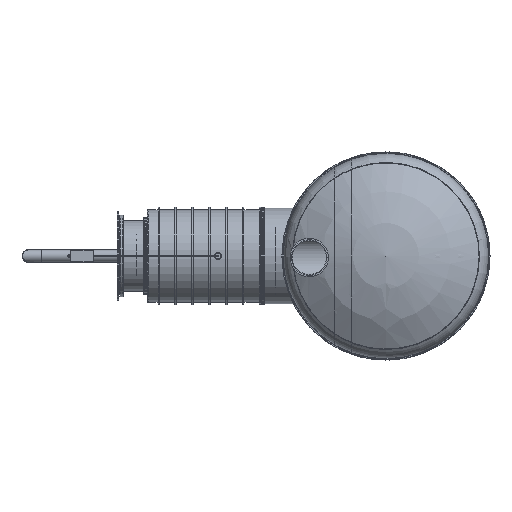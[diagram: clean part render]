
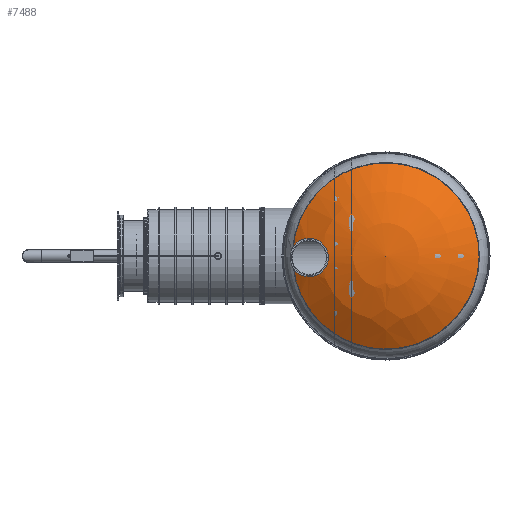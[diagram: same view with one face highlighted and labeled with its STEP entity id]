
A CAD part, left-side view. The second image highlights one B-rep face of the part: STEP entity #7488.
In plain terms, the highlighted spherical face has radius 1446 mm.
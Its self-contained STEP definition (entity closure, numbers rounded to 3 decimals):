
#69=SPHERICAL_SURFACE('',#8670,1446.);
#1592=B_SPLINE_CURVE_WITH_KNOTS('',3,(#12533,#12534,#12535,#12536,#12537,
#12538,#12539,#12540,#12541,#12542,#12543,#12544,#12545,#12546,#12547,#12548,
#12549,#12550,#12551,#12552,#12553,#12554,#12555,#12556,#12557,#12558,#12559,
#12560,#12561,#12562,#12563,#12564,#12565,#12566,#12567,#12568,#12569,#12570,
#12571,#12572,#12573,#12574,#12575,#12576,#12577,#12578,#12579,#12580,#12581,
#12582,#12583,#12584,#12585,#12586,#12587,#12588,#12589,#12590,#12591,#12592,
#12593,#12594,#12595,#12596,#12597,#12598,#12599,#12600,#12601,#12602,#12603,
#12604,#12605,#12606,#12607,#12608),.UNSPECIFIED.,.F.,.F.,(4,1,1,1,1,1,
1,1,1,1,1,1,1,1,1,1,1,1,1,1,1,1,1,1,1,1,1,1,1,1,1,1,1,1,1,1,1,1,1,1,1,1,
1,1,1,1,1,1,1,1,1,1,1,1,1,1,1,1,1,1,1,1,1,1,1,1,1,1,1,1,1,1,1,4),(0.,
0.015,0.03,0.044,0.059,
0.074,0.089,0.103,0.111,
0.118,0.133,0.148,0.162,0.17,
0.177,0.192,0.207,0.222,
0.236,0.251,0.266,0.281,
0.295,0.303,0.31,0.325,
0.34,0.355,0.369,0.384,0.399,
0.414,0.428,0.443,0.458,
0.465,0.473,0.48,0.487,
0.502,0.517,0.524,0.532,
0.547,0.561,0.576,0.591,
0.606,0.613,0.62,0.635,
0.65,0.665,0.679,0.694,
0.709,0.724,0.731,0.739,
0.753,0.768,0.783,0.798,
0.812,0.827,0.842,0.857,0.864,
0.872,0.886,0.901,0.916,
0.931,0.945),.UNSPECIFIED.);
#1702=ORIENTED_EDGE('',*,*,#3449,.F.);
#1703=ORIENTED_EDGE('',*,*,#3447,.F.);
#3447=EDGE_CURVE('',#4334,#4335,#5009,.T.);
#3449=EDGE_CURVE('',#4335,#4334,#1592,.T.);
#4334=VERTEX_POINT('',#12527);
#4335=VERTEX_POINT('',#12528);
#5009=CIRCLE('',#8668,830.353);
#5450=EDGE_LOOP('',(#1702,#1703));
#6386=FACE_BOUND('',#5450,.T.);
#7488=ADVANCED_FACE('',(#6386),#69,.T.);
#8668=AXIS2_PLACEMENT_3D('',#12529,#9781,#9782);
#8670=AXIS2_PLACEMENT_3D('',#12532,#9785,#9786);
#9781=DIRECTION('',(0.,0.,-1.));
#9782=DIRECTION('',(-1.,0.,0.));
#9785=DIRECTION('',(0.,0.,-1.));
#9786=DIRECTION('',(-1.,0.,0.));
#12527=CARTESIAN_POINT('',(35.718,829.585,-262.18));
#12528=CARTESIAN_POINT('',(-68.82,827.496,-262.18));
#12529=CARTESIAN_POINT('',(0.,0.,-262.18));
#12532=CARTESIAN_POINT('',(0.,0.,-1446.));
#12533=CARTESIAN_POINT('',(-68.82,827.496,-262.18));
#12534=CARTESIAN_POINT('',(-73.422,825.773,-261.243));
#12535=CARTESIAN_POINT('',(-82.337,821.945,-259.148));
#12536=CARTESIAN_POINT('',(-94.904,815.13,-255.393));
#12537=CARTESIAN_POINT('',(-106.684,807.301,-251.063));
#12538=CARTESIAN_POINT('',(-117.745,798.416,-246.142));
#12539=CARTESIAN_POINT('',(-127.735,788.805,-240.82));
#12540=CARTESIAN_POINT('',(-136.727,778.508,-235.124));
#12541=CARTESIAN_POINT('',(-143.411,769.37,-230.08));
#12542=CARTESIAN_POINT('',(-148.276,761.727,-225.869));
#12543=CARTESIAN_POINT('',(-152.757,753.972,-221.602));
#12544=CARTESIAN_POINT('',(-157.678,744.042,-216.151));
#12545=CARTESIAN_POINT('',(-162.526,731.772,-209.438));
#12546=CARTESIAN_POINT('',(-165.699,721.246,-203.7));
#12547=CARTESIAN_POINT('',(-167.708,712.655,-199.031));
#12548=CARTESIAN_POINT('',(-169.341,704.063,-194.37));
#12549=CARTESIAN_POINT('',(-170.702,693.281,-188.538));
#12550=CARTESIAN_POINT('',(-171.262,680.284,-181.535));
#12551=CARTESIAN_POINT('',(-170.75,667.237,-174.533));
#12552=CARTESIAN_POINT('',(-169.125,654.094,-167.506));
#12553=CARTESIAN_POINT('',(-166.427,641.239,-160.658));
#12554=CARTESIAN_POINT('',(-162.669,628.642,-153.972));
#12555=CARTESIAN_POINT('',(-157.84,616.317,-147.451));
#12556=CARTESIAN_POINT('',(-152.892,606.274,-142.154));
#12557=CARTESIAN_POINT('',(-148.353,598.397,-138.007));
#12558=CARTESIAN_POINT('',(-143.498,590.758,-133.989));
#12559=CARTESIAN_POINT('',(-136.82,581.608,-129.185));
#12560=CARTESIAN_POINT('',(-127.82,571.284,-123.773));
#12561=CARTESIAN_POINT('',(-117.823,561.65,-118.726));
#12562=CARTESIAN_POINT('',(-106.689,552.699,-114.034));
#12563=CARTESIAN_POINT('',(-94.838,544.828,-109.902));
#12564=CARTESIAN_POINT('',(-82.263,538.021,-106.316));
#12565=CARTESIAN_POINT('',(-68.971,532.316,-103.289));
#12566=CARTESIAN_POINT('',(-54.828,527.755,-100.839));
#12567=CARTESIAN_POINT('',(-40.454,524.578,-99.089));
#12568=CARTESIAN_POINT('',(-28.262,523.05,-98.195));
#12569=CARTESIAN_POINT('',(-18.388,522.515,-97.825));
#12570=CARTESIAN_POINT('',(-10.907,522.463,-97.724));
#12571=CARTESIAN_POINT('',(-3.404,522.77,-97.803));
#12572=CARTESIAN_POINT('',(6.466,523.645,-98.145));
#12573=CARTESIAN_POINT('',(18.632,525.595,-99.007));
#12574=CARTESIAN_POINT('',(30.541,528.666,-100.437));
#12575=CARTESIAN_POINT('',(39.943,531.813,-101.934));
#12576=CARTESIAN_POINT('',(49.082,535.359,-103.636));
#12577=CARTESIAN_POINT('',(60.042,540.519,-106.141));
#12578=CARTESIAN_POINT('',(72.466,547.82,-109.724));
#12579=CARTESIAN_POINT('',(84.202,556.256,-113.904));
#12580=CARTESIAN_POINT('',(94.868,565.502,-118.523));
#12581=CARTESIAN_POINT('',(102.949,573.868,-122.733));
#12582=CARTESIAN_POINT('',(108.928,580.938,-126.311));
#12583=CARTESIAN_POINT('',(114.603,588.283,-130.04));
#12584=CARTESIAN_POINT('',(120.984,597.783,-134.891));
#12585=CARTESIAN_POINT('',(127.528,609.616,-140.974));
#12586=CARTESIAN_POINT('',(133.,621.865,-147.314));
#12587=CARTESIAN_POINT('',(137.424,634.583,-153.944));
#12588=CARTESIAN_POINT('',(140.699,647.428,-160.687));
#12589=CARTESIAN_POINT('',(142.872,660.377,-167.532));
#12590=CARTESIAN_POINT('',(143.78,671.257,-173.326));
#12591=CARTESIAN_POINT('',(143.962,680.009,-178.01));
#12592=CARTESIAN_POINT('',(143.777,688.813,-182.74));
#12593=CARTESIAN_POINT('',(142.862,699.694,-188.619));
#12594=CARTESIAN_POINT('',(140.7,712.548,-195.613));
#12595=CARTESIAN_POINT('',(137.48,725.202,-202.549));
#12596=CARTESIAN_POINT('',(133.185,737.655,-209.425));
#12597=CARTESIAN_POINT('',(127.771,749.889,-216.231));
#12598=CARTESIAN_POINT('',(121.388,761.533,-222.758));
#12599=CARTESIAN_POINT('',(114.013,772.657,-229.04));
#12600=CARTESIAN_POINT('',(107.022,781.472,-234.057));
#12601=CARTESIAN_POINT('',(100.904,788.235,-237.928));
#12602=CARTESIAN_POINT('',(94.397,794.822,-241.713));
#12603=CARTESIAN_POINT('',(85.716,802.517,-246.163));
#12604=CARTESIAN_POINT('',(74.512,810.807,-250.999));
#12605=CARTESIAN_POINT('',(62.485,818.156,-255.326));
#12606=CARTESIAN_POINT('',(49.583,824.524,-259.116));
#12607=CARTESIAN_POINT('',(40.396,828.043,-261.241));
#12608=CARTESIAN_POINT('',(35.718,829.585,-262.18));
